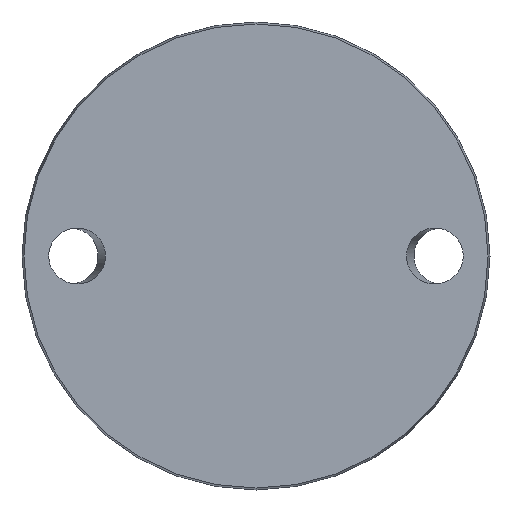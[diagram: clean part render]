
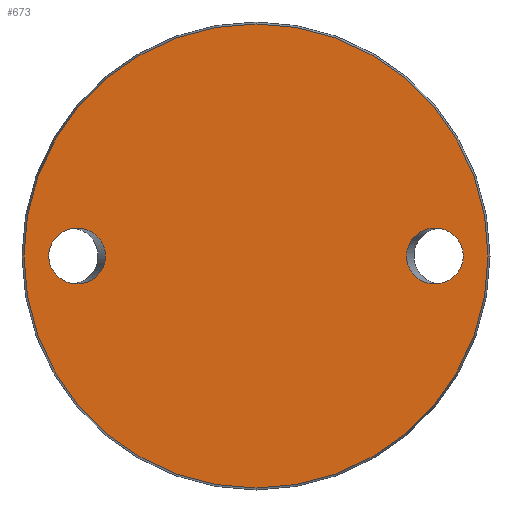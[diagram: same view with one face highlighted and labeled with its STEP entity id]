
A CAD part, front view. The second image highlights one B-rep face of the part: STEP entity #673.
In plain terms, the highlighted planar face has unit normal (0, -1, 0).
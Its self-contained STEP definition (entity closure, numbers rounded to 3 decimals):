
#46 = CARTESIAN_POINT ( 'NONE',  ( 44.385, 0., 16.5 ) ) ;
#86 =( BOUNDED_CURVE ( )  B_SPLINE_CURVE ( 3, ( #776, #771, #782, #144, #850, #530, #301 ),
 .UNSPECIFIED., .T., .T. ) 
 B_SPLINE_CURVE_WITH_KNOTS ( ( 4, 3, 4 ),
 ( 0., 3.142, 6.283 ),
 .UNSPECIFIED. ) 
 CURVE ( )  GEOMETRIC_REPRESENTATION_ITEM ( )  RATIONAL_B_SPLINE_CURVE ( ( 1., 0.333, 0.333, 1., 0.333, 0.333, 1. ) ) 
 REPRESENTATION_ITEM ( '' )  );
#116 = ORIENTED_EDGE ( 'NONE', *, *, #498, .T. ) ;
#121 = CARTESIAN_POINT ( 'NONE',  ( 44.385, 0., 0. ) ) ;
#144 = CARTESIAN_POINT ( 'NONE',  ( -44.385, 0., 0. ) ) ;
#165 = EDGE_LOOP ( 'NONE', ( #374 ) ) ;
#193 = CARTESIAN_POINT ( 'NONE',  ( 44.385, 0., 0. ) ) ;
#205 = VERTEX_POINT ( 'NONE', #440 ) ;
#265 = CARTESIAN_POINT ( 'NONE',  ( -68.425, 0., 0. ) ) ;
#266 = CARTESIAN_POINT ( 'NONE',  ( 44.385, 0., 0. ) ) ;
#277 = FACE_BOUND ( 'NONE', #425, .T. ) ;
#301 = CARTESIAN_POINT ( 'NONE',  ( -61.115, 0., 0. ) ) ;
#366 = FACE_BOUND ( 'NONE', #165, .T. ) ;
#374 = ORIENTED_EDGE ( 'NONE', *, *, #495, .F. ) ;
#418 = VERTEX_POINT ( 'NONE', #733 ) ;
#425 = EDGE_LOOP ( 'NONE', ( #895 ) ) ;
#428 = CARTESIAN_POINT ( 'NONE',  ( 0., 0., 0. ) ) ;
#440 = CARTESIAN_POINT ( 'NONE',  ( -61.115, 0., 0. ) ) ;
#451 = PLANE ( 'NONE',  #723 ) ;
#481 = EDGE_LOOP ( 'NONE', ( #116 ) ) ;
#495 = EDGE_CURVE ( 'NONE', #657, #657, #983, .T. ) ;
#498 = EDGE_CURVE ( 'NONE', #418, #418, #960, .T. ) ;
#502 = DIRECTION ( 'NONE',  ( 0., -1., 0. ) ) ;
#504 = DIRECTION ( 'NONE',  ( 0., 1., 0. ) ) ;
#530 = CARTESIAN_POINT ( 'NONE',  ( -61.115, 0., -16.5 ) ) ;
#648 = CARTESIAN_POINT ( 'NONE',  ( 44.385, 0., -16.5 ) ) ;
#657 = VERTEX_POINT ( 'NONE', #121 ) ;
#673 = ADVANCED_FACE ( 'NONE', ( #277, #366, #815 ), #451, .F. ) ;
#723 = AXIS2_PLACEMENT_3D ( 'NONE', #265, #504, #811 ) ;
#733 = CARTESIAN_POINT ( 'NONE',  ( 0., 0., -68.425 ) ) ;
#737 = AXIS2_PLACEMENT_3D ( 'NONE', #428, #502, #773 ) ;
#771 = CARTESIAN_POINT ( 'NONE',  ( -61.115, 0., 16.5 ) ) ;
#773 = DIRECTION ( 'NONE',  ( 0., 0., -1. ) ) ;
#776 = CARTESIAN_POINT ( 'NONE',  ( -61.115, 0., 0. ) ) ;
#782 = CARTESIAN_POINT ( 'NONE',  ( -44.385, 0., 16.5 ) ) ;
#811 = DIRECTION ( 'NONE',  ( 0., 0., 1. ) ) ;
#815 = FACE_OUTER_BOUND ( 'NONE', #481, .T. ) ;
#816 = CARTESIAN_POINT ( 'NONE',  ( 61.115, 0., 0. ) ) ;
#850 = CARTESIAN_POINT ( 'NONE',  ( -44.385, 0., -16.5 ) ) ;
#873 = EDGE_CURVE ( 'NONE', #205, #205, #86, .T. ) ;
#893 = CARTESIAN_POINT ( 'NONE',  ( 61.115, 0., -16.5 ) ) ;
#895 = ORIENTED_EDGE ( 'NONE', *, *, #873, .T. ) ;
#958 = CARTESIAN_POINT ( 'NONE',  ( 61.115, 0., 16.5 ) ) ;
#960 = CIRCLE ( 'NONE', #737, 68.425 ) ;
#983 =( BOUNDED_CURVE ( )  B_SPLINE_CURVE ( 3, ( #266, #648, #893, #816, #958, #46, #193 ),
 .UNSPECIFIED., .T., .T. ) 
 B_SPLINE_CURVE_WITH_KNOTS ( ( 4, 3, 4 ),
 ( 0., 3.142, 6.283 ),
 .UNSPECIFIED. ) 
 CURVE ( )  GEOMETRIC_REPRESENTATION_ITEM ( )  RATIONAL_B_SPLINE_CURVE ( ( 1., 0.333, 0.333, 1., 0.333, 0.333, 1. ) ) 
 REPRESENTATION_ITEM ( '' )  );
